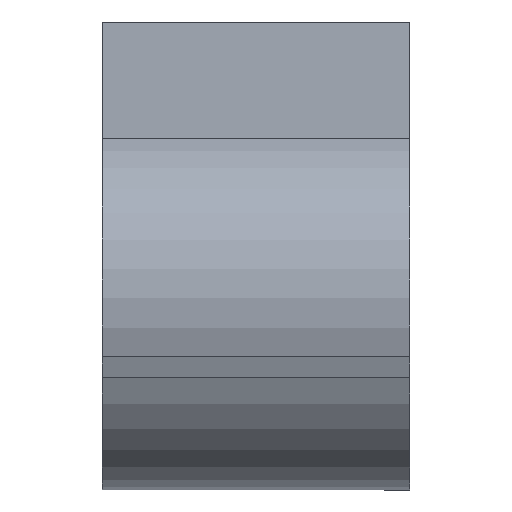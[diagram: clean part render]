
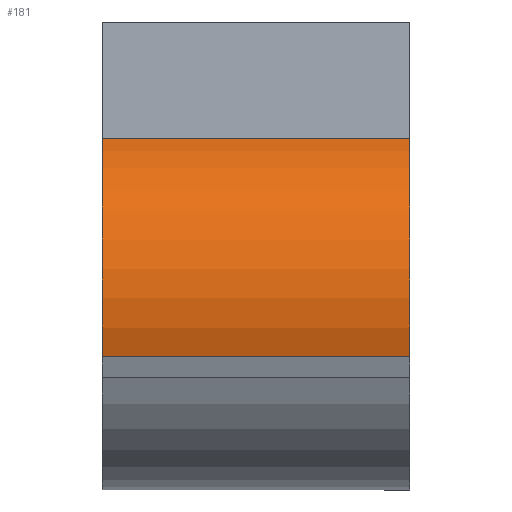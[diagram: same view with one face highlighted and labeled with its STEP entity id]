
A CAD part, top view. The second image highlights one B-rep face of the part: STEP entity #181.
In plain terms, the highlighted cylindrical face has radius 5 mm (diameter 10 mm), a partial arc.
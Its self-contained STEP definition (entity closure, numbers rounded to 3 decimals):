
#17=CYLINDRICAL_SURFACE('',#211,5.);
#24=FACE_OUTER_BOUND('',#34,.T.);
#34=EDGE_LOOP('',(#152,#153,#154,#155));
#53=LINE('',#311,#71);
#54=LINE('',#313,#72);
#71=VECTOR('',#256,10.);
#72=VECTOR('',#259,10.);
#75=CIRCLE('',#201,5.);
#79=CIRCLE('',#208,5.);
#83=VERTEX_POINT('',#274);
#84=VERTEX_POINT('',#276);
#94=VERTEX_POINT('',#302);
#95=VERTEX_POINT('',#304);
#99=EDGE_CURVE('',#84,#83,#75,.T.);
#113=EDGE_CURVE('',#95,#94,#79,.T.);
#117=EDGE_CURVE('',#94,#84,#53,.T.);
#118=EDGE_CURVE('',#83,#95,#54,.T.);
#152=ORIENTED_EDGE('',*,*,#113,.T.);
#153=ORIENTED_EDGE('',*,*,#117,.T.);
#154=ORIENTED_EDGE('',*,*,#99,.T.);
#155=ORIENTED_EDGE('',*,*,#118,.T.);
#181=ADVANCED_FACE('',(#24),#17,.T.);
#201=AXIS2_PLACEMENT_3D('',#277,#223,#224);
#208=AXIS2_PLACEMENT_3D('',#305,#247,#248);
#211=AXIS2_PLACEMENT_3D('',#312,#257,#258);
#223=DIRECTION('center_axis',(-1.,0.,0.));
#224=DIRECTION('ref_axis',(0.,0.423,0.906));
#247=DIRECTION('center_axis',(1.,0.,0.));
#248=DIRECTION('ref_axis',(0.,0.423,0.906));
#256=DIRECTION('',(1.,0.,0.));
#257=DIRECTION('center_axis',(-1.,0.,0.));
#258=DIRECTION('ref_axis',(0.,0.423,0.906));
#259=DIRECTION('',(-1.,0.,0.));
#274=CARTESIAN_POINT('',(4.5,1.58,23.037));
#276=CARTESIAN_POINT('',(4.5,-4.829,26.025));
#277=CARTESIAN_POINT('Origin',(4.5,-3.119,21.327));
#302=CARTESIAN_POINT('',(-4.5,-4.829,26.025));
#304=CARTESIAN_POINT('',(-4.5,1.58,23.037));
#305=CARTESIAN_POINT('Origin',(-4.5,-3.119,21.327));
#311=CARTESIAN_POINT('',(2.25,-4.829,26.025));
#312=CARTESIAN_POINT('Origin',(2.25,-3.119,21.327));
#313=CARTESIAN_POINT('',(2.25,1.58,23.037));
